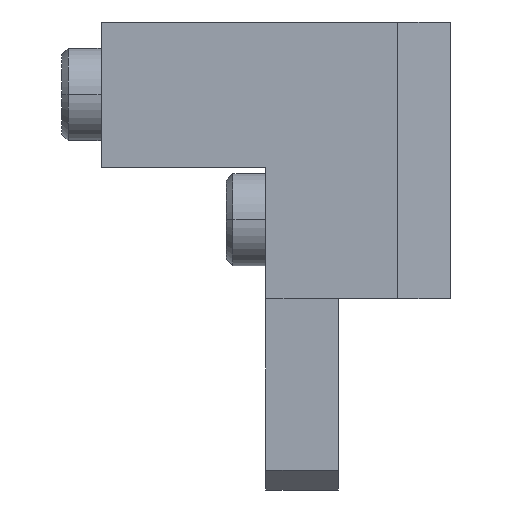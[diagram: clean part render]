
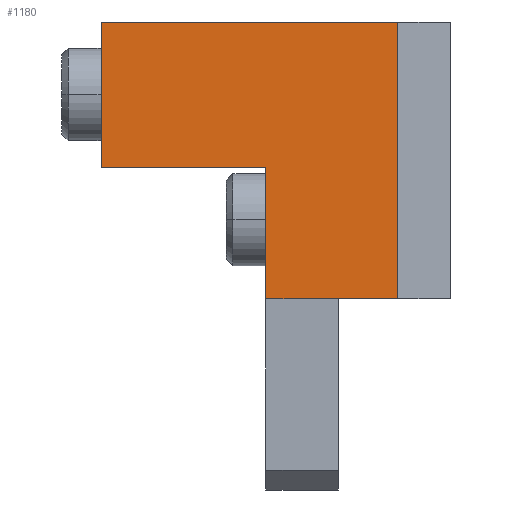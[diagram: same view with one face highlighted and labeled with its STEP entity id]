
A CAD part, left-side view. The second image highlights one B-rep face of the part: STEP entity #1180.
In plain terms, the highlighted planar face has unit normal (-1, 0, 0).
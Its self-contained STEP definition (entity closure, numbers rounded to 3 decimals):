
#1137=AXIS2_PLACEMENT_3D('Plane Axis2P3D',#1134,#1135,#1136) ;
#1028=CARTESIAN_POINT('Vertex',(-49.,55.,144.)) ;
#1033=CARTESIAN_POINT('Line Origine',(-49.,55.,155.)) ;
#1037=CARTESIAN_POINT('Vertex',(-49.,55.,166.)) ;
#1134=CARTESIAN_POINT('Axis2P3D Location',(-49.,0.,0.)) ;
#1139=CARTESIAN_POINT('Line Origine',(-49.,10.,145.)) ;
#1143=CARTESIAN_POINT('Vertex',(-49.,10.,166.)) ;
#1145=CARTESIAN_POINT('Vertex',(-49.,10.,124.)) ;
#1148=CARTESIAN_POINT('Line Origine',(-49.,32.5,166.)) ;
#1153=CARTESIAN_POINT('Line Origine',(-49.,42.5,144.)) ;
#1157=CARTESIAN_POINT('Vertex',(-49.,30.,144.)) ;
#1160=CARTESIAN_POINT('Line Origine',(-49.,30.,134.)) ;
#1164=CARTESIAN_POINT('Vertex',(-49.,30.,124.)) ;
#1167=CARTESIAN_POINT('Line Origine',(-49.,20.,124.)) ;
#1034=DIRECTION('Vector Direction',(0.,0.,-1.)) ;
#1135=DIRECTION('Axis2P3D Direction',(1.,0.,0.)) ;
#1136=DIRECTION('Axis2P3D XDirection',(0.,1.,0.)) ;
#1140=DIRECTION('Vector Direction',(0.,0.,1.)) ;
#1149=DIRECTION('Vector Direction',(0.,1.,0.)) ;
#1154=DIRECTION('Vector Direction',(0.,-1.,0.)) ;
#1161=DIRECTION('Vector Direction',(0.,0.,-1.)) ;
#1168=DIRECTION('Vector Direction',(0.,1.,0.)) ;
#1035=VECTOR('Line Direction',#1034,1.) ;
#1141=VECTOR('Line Direction',#1140,1.) ;
#1150=VECTOR('Line Direction',#1149,1.) ;
#1155=VECTOR('Line Direction',#1154,1.) ;
#1162=VECTOR('Line Direction',#1161,1.) ;
#1169=VECTOR('Line Direction',#1168,1.) ;
#1173=ORIENTED_EDGE('',*,*,#1147,.F.) ;
#1174=ORIENTED_EDGE('',*,*,#1152,.F.) ;
#1175=ORIENTED_EDGE('',*,*,#1039,.F.) ;
#1176=ORIENTED_EDGE('',*,*,#1159,.F.) ;
#1177=ORIENTED_EDGE('',*,*,#1166,.F.) ;
#1178=ORIENTED_EDGE('',*,*,#1171,.F.) ;
#1180=ADVANCED_FACE('Terminali esterni FcCuAl 2x150mm2 superiori',(#1179),#1138,.F.) ;
#1039=EDGE_CURVE('',#1029,#1038,#1036,.F.) ;
#1147=EDGE_CURVE('',#1144,#1146,#1142,.F.) ;
#1152=EDGE_CURVE('',#1038,#1144,#1151,.F.) ;
#1159=EDGE_CURVE('',#1158,#1029,#1156,.F.) ;
#1166=EDGE_CURVE('',#1165,#1158,#1163,.F.) ;
#1171=EDGE_CURVE('',#1146,#1165,#1170,.T.) ;
#1172=EDGE_LOOP('',(#1173,#1174,#1175,#1176,#1177,#1178)) ;
#1179=FACE_OUTER_BOUND('',#1172,.T.) ;
#1036=LINE('Line',#1033,#1035) ;
#1142=LINE('Line',#1139,#1141) ;
#1151=LINE('Line',#1148,#1150) ;
#1156=LINE('Line',#1153,#1155) ;
#1163=LINE('Line',#1160,#1162) ;
#1170=LINE('Line',#1167,#1169) ;
#1138=PLANE('',#1137) ;
#1029=VERTEX_POINT('',#1028) ;
#1038=VERTEX_POINT('',#1037) ;
#1144=VERTEX_POINT('',#1143) ;
#1146=VERTEX_POINT('',#1145) ;
#1158=VERTEX_POINT('',#1157) ;
#1165=VERTEX_POINT('',#1164) ;
